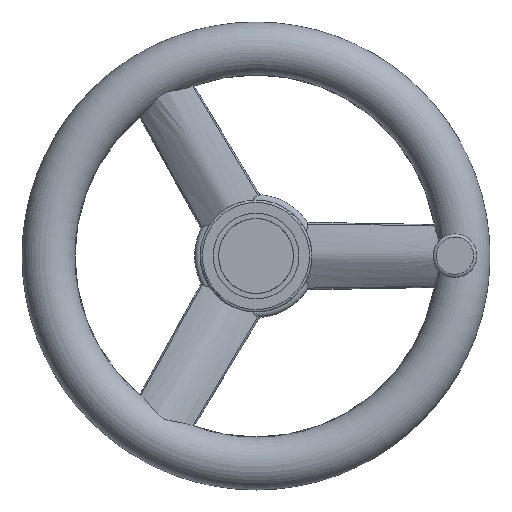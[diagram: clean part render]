
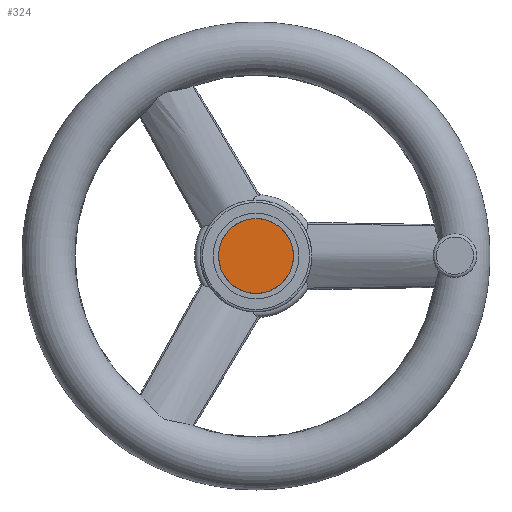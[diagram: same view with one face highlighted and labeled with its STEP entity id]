
A CAD part, top view. The second image highlights one B-rep face of the part: STEP entity #324.
In plain terms, the highlighted planar face has unit normal (0, 0, 1).
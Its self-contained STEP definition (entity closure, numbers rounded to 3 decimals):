
#324 = ADVANCED_FACE( '', ( #680 ), #681, .F. );
#680 = FACE_OUTER_BOUND( '', #1612, .T. );
#681 = PLANE( '', #1613 );
#1612 = EDGE_LOOP( '', ( #2407 ) );
#1613 = AXIS2_PLACEMENT_3D( '', #2408, #2409, #2410 );
#2407 = ORIENTED_EDGE( '', *, *, #2723, .T. );
#2408 = CARTESIAN_POINT( '', ( -1.856, 23.928, 35.2 ) );
#2409 = DIRECTION( '', ( 0., 0., -1. ) );
#2410 = DIRECTION( '', ( -0.997, -0.077, 0. ) );
#2723 = EDGE_CURVE( '', #3193, #3193, #3194, .T. );
#3193 = VERTEX_POINT( '', #5033 );
#3194 = CIRCLE( '', #5034, 24. );
#5033 = CARTESIAN_POINT( '', ( 23.928, 1.856, 35.2 ) );
#5034 = AXIS2_PLACEMENT_3D( '', #5424, #5425, #5426 );
#5424 = CARTESIAN_POINT( '', ( 0., 0., 35.2 ) );
#5425 = DIRECTION( '', ( 0., 0., 1. ) );
#5426 = DIRECTION( '', ( 0.997, 0.077, 0. ) );
